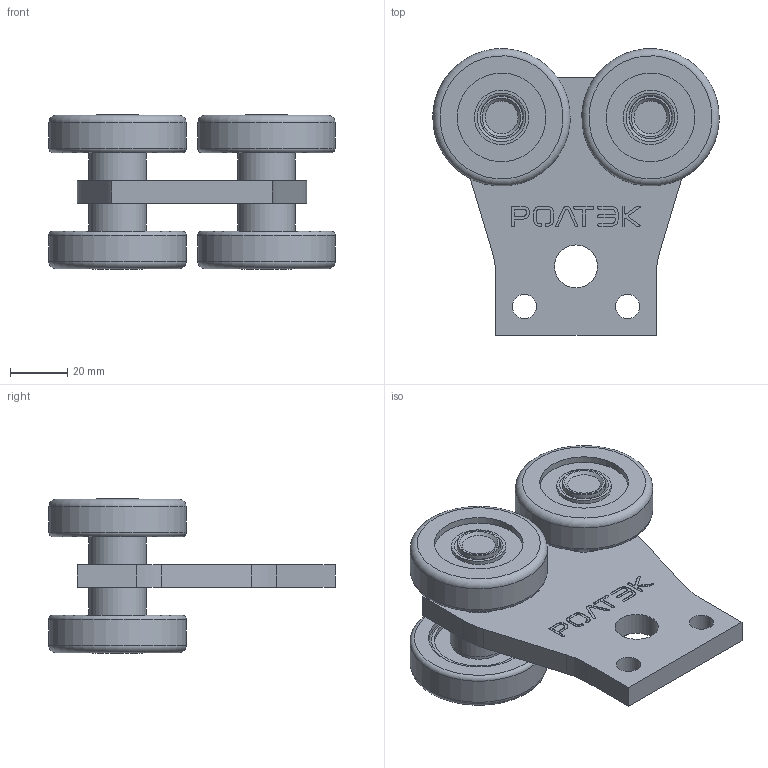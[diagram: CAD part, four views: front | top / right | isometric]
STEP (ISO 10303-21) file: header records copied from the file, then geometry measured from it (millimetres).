
FILE_DESCRIPTION(('STEP AP203'), '1');
FILE_NAME('210.RC59 Òåëåæêà RC59 ñ îòâåðñòèÿìè äëÿ ïîäâåøèâàíèÿ ãðóçà', '', ('UNSPECIFIED'), ('UNSPECIFIED'), 'ASCON STEP Converter 1.3', 'ASCON Math Kernel', '');
FILE_SCHEMA(('CONFIG_CONTROL_DESIGN'));
Length unit declared in the file: millimetre
Products named in the file (1): 210.RC59
Bounding box: 100 x 100 x 54 mm (x, y, z)
Volume: 141863.7 mm3; surface area: 40410.4 mm2
Topology: 1 solids, 1 shells, 222 faces, 527 edges, 348 vertices
Faces by surface type: plane 108, cylinder 96, torus 14, cone 4
Full cylindrical faces by diameter (mm): 8.5 x2, 15 x3, 17.5 x2, 19 x8, 20 x4, 31 x8, 35 x4, 48 x4
Entity records: 8036 total; most frequent: DIRECTION 1138, CARTESIAN_POINT 1045, ORIENTED_EDGE 948, EDGE_CURVE 474, AXIS2_PLACEMENT_3D 441, VERTEX_POINT 348, EDGE_LOOP 322, LINE 256
